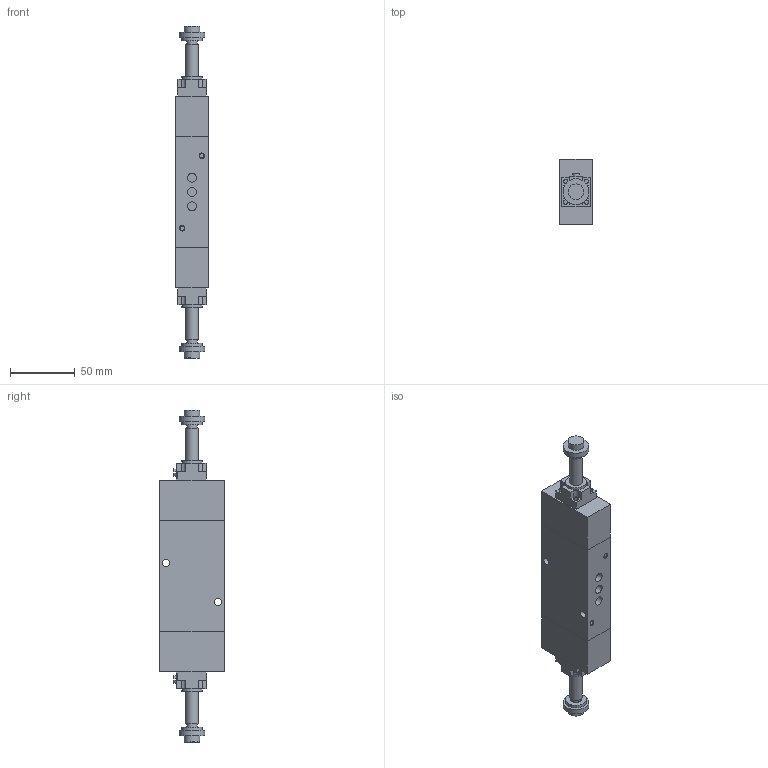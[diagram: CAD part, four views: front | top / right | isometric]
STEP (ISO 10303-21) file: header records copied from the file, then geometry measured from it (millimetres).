
FILE_DESCRIPTION((''),'2;1');
FILE_NAME('414-3_52_0_0_M2.stp','2006-11-25T09:12:29',('rivolro1'),(''),'Autodesk Inventor 11','Autodesk Inventor 11','');
FILE_SCHEMA(('AUTOMOTIVE_DESIGN { 1 0 10303 214 1 1 1 1 }'));
Length unit declared in the file: millimetre
Products named in the file (3): 414-3_52_0_0_M2; M2
Assembly tree (3 placements, depth 2):
  414-3_52_0_0_M2
    414-3_52_0_0_M2
    M2  x2
Bounding box: 25 x 50 x 256 mm (x, y, z)
Volume: 199049.9 mm3; surface area: 36808.9 mm2
Topology: 3 solids, 3 shells, 160 faces, 373 edges, 248 vertices
Faces by surface type: plane 89, cylinder 42, bspline 29
Full cylindrical faces by diameter (mm): 3 x2, 8 x2, 10 x2, 12 x2, 16 x4, 20 x2
Entity records: 3024 total; most frequent: CARTESIAN_POINT 759, DIRECTION 432, ORIENTED_EDGE 408, EDGE_CURVE 204, EDGE_LOOP 158, VERTEX_POINT 150, AXIS2_PLACEMENT_3D 149, VECTOR 134
